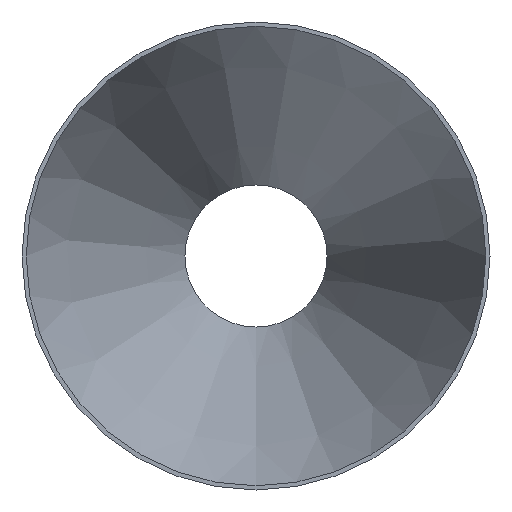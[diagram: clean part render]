
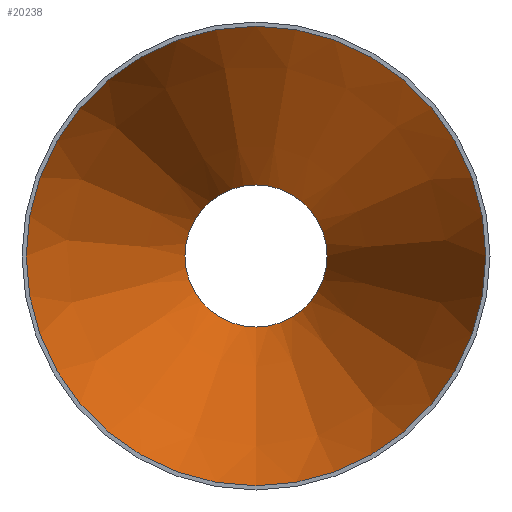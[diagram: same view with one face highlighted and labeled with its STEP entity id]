
A CAD part, front view. The second image highlights one B-rep face of the part: STEP entity #20238.
In plain terms, the highlighted conical face has half-angle 20.083 degrees and reference radius 174.606 mm.
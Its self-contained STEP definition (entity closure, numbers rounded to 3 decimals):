
#1092 = EDGE_LOOP ( 'NONE', ( #13958 ) ) ;
#1561 = CONICAL_SURFACE ( 'NONE', #10073, 174.606, 0.351 ) ;
#2751 = DIRECTION ( 'NONE',  ( 0., -1., 0. ) ) ;
#3050 = CIRCLE ( 'NONE', #6269, 174.606 ) ;
#4935 = CARTESIAN_POINT ( 'NONE',  ( 0., 0., -174.606 ) ) ;
#5190 = EDGE_CURVE ( 'NONE', #25049, #25049, #3050, .T. ) ;
#6269 = AXIS2_PLACEMENT_3D ( 'NONE', #10578, #2751, #28511 ) ;
#7605 = DIRECTION ( 'NONE',  ( 0., 0., -1. ) ) ;
#7852 = CIRCLE ( 'NONE', #22144, 53.956 ) ;
#10073 = AXIS2_PLACEMENT_3D ( 'NONE', #27565, #32533, #7605 ) ;
#10578 = CARTESIAN_POINT ( 'NONE',  ( 0., 0., 0. ) ) ;
#13958 = ORIENTED_EDGE ( 'NONE', *, *, #5190, .T. ) ;
#14248 = EDGE_LOOP ( 'NONE', ( #17539 ) ) ;
#17270 = DIRECTION ( 'NONE',  ( 0., 0., -1. ) ) ;
#17539 = ORIENTED_EDGE ( 'NONE', *, *, #28243, .F. ) ;
#19397 = VERTEX_POINT ( 'NONE', #32031 ) ;
#20238 = ADVANCED_FACE ( 'NONE', ( #32053, #22393 ), #1561, .F. ) ;
#22144 = AXIS2_PLACEMENT_3D ( 'NONE', #32405, #24779, #17270 ) ;
#22393 = FACE_OUTER_BOUND ( 'NONE', #1092, .T. ) ;
#24779 = DIRECTION ( 'NONE',  ( 0., -1., 0. ) ) ;
#25049 = VERTEX_POINT ( 'NONE', #4935 ) ;
#27565 = CARTESIAN_POINT ( 'NONE',  ( 0., 0., 0. ) ) ;
#28243 = EDGE_CURVE ( 'NONE', #19397, #19397, #7852, .T. ) ;
#28511 = DIRECTION ( 'NONE',  ( 0., 0., -1. ) ) ;
#32031 = CARTESIAN_POINT ( 'NONE',  ( 0., 330., -53.956 ) ) ;
#32053 = FACE_BOUND ( 'NONE', #14248, .T. ) ;
#32405 = CARTESIAN_POINT ( 'NONE',  ( 0., 330., 0. ) ) ;
#32533 = DIRECTION ( 'NONE',  ( 0., -1., 0. ) ) ;
